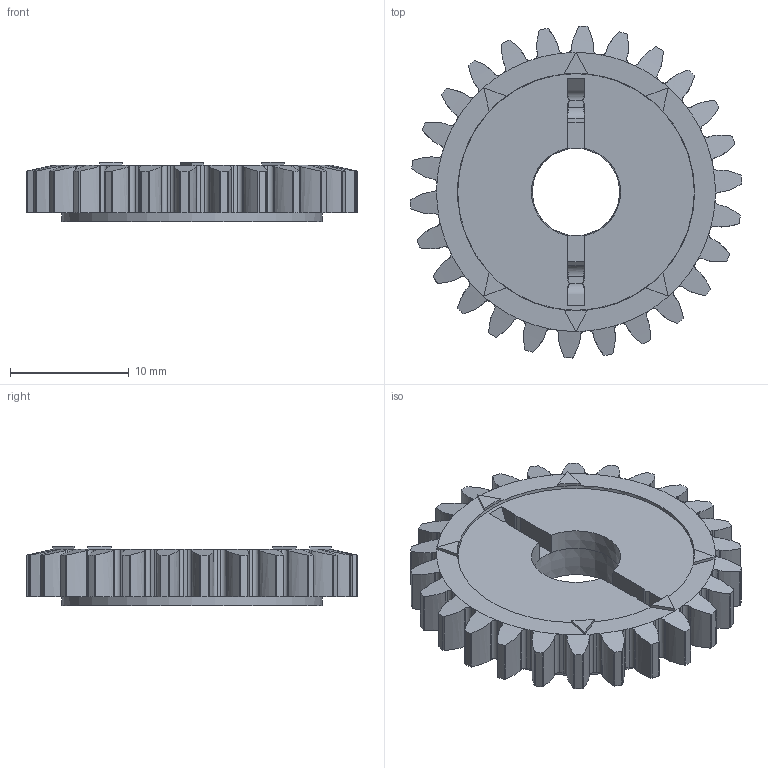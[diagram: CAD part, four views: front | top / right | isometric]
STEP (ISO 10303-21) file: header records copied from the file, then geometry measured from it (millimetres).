
FILE_DESCRIPTION(/* description */ (''),/* implementation_level */ '2;1');
FILE_NAME(/* name */ 'Lower Arm Gear.step',/* time_stamp */ '2022-12-15T16:34:08Z',/* author */ (''),/* organization */ (''),/* preprocessor_version */ 'ST-DEVELOPER v19.2',/* originating_system */ 'Autodesk Translation Framework v11.17.0.187',/* authorisation */ '');
FILE_SCHEMA (('AUTOMOTIVE_DESIGN { 1 0 10303 214 3 1 1 }'));
Length unit declared in the file: millimetre
Products named in the file (1): mv2-xx-003-0009
Bounding box: 27.96 x 27.99 x 5 mm (x, y, z)
Volume: 1648.3 mm3; surface area: 2025.5 mm2
Topology: 1 solids, 1 shells, 401 faces, 1095 edges, 702 vertices
Faces by surface type: plane 169, cylinder 114, bspline 83, cone 35
Entity records: 18038 total; most frequent: CARTESIAN_POINT 7983, ORIENTED_EDGE 2190, DIRECTION 1756, EDGE_CURVE 1095, VERTEX_POINT 702, AXIS2_PLACEMENT_3D 596, LINE 564, VECTOR 564
